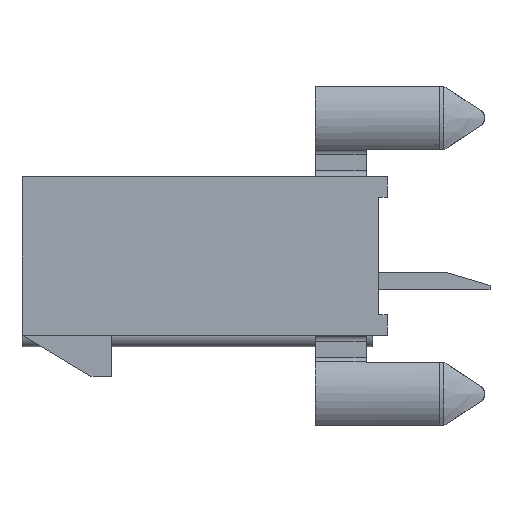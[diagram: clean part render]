
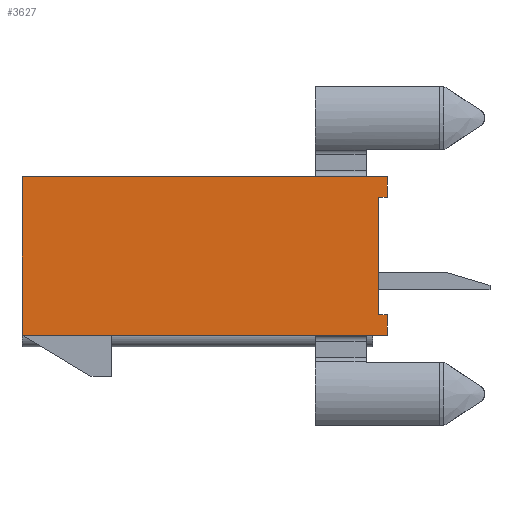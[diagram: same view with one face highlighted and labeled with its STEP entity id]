
A CAD part, left-side view. The second image highlights one B-rep face of the part: STEP entity #3627.
In plain terms, the highlighted planar face has unit normal (-1, 0, 0).
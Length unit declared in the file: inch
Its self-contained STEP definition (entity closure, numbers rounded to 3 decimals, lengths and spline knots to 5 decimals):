
#122 = ORIENTED_EDGE ( 'NONE', *, *, #5050, .F. ) ;
#204 = VECTOR ( 'NONE', #1008, 39.37008 ) ;
#218 = EDGE_LOOP ( 'NONE', ( #3711, #3944, #2687, #122, #1689, #1051, #1030, #363 ) ) ;
#255 = VERTEX_POINT ( 'NONE', #1750 ) ;
#273 = DIRECTION ( 'NONE',  ( 0., -1., 0. ) ) ;
#361 = VERTEX_POINT ( 'NONE', #3170 ) ;
#363 = ORIENTED_EDGE ( 'NONE', *, *, #3667, .T. ) ;
#390 = DIRECTION ( 'NONE',  ( 0., 1., 0. ) ) ;
#511 = VECTOR ( 'NONE', #931, 39.37008 ) ;
#901 = VERTEX_POINT ( 'NONE', #2722 ) ;
#926 = EDGE_CURVE ( 'NONE', #1966, #255, #2945, .T. ) ;
#931 = DIRECTION ( 'NONE',  ( 0., 0., -1. ) ) ;
#935 = CARTESIAN_POINT ( 'NONE',  ( -0.27165, 0.01181, 0.07874 ) ) ;
#1008 = DIRECTION ( 'NONE',  ( 0., 0., -1. ) ) ;
#1030 = ORIENTED_EDGE ( 'NONE', *, *, #1716, .T. ) ;
#1051 = ORIENTED_EDGE ( 'NONE', *, *, #3909, .T. ) ;
#1059 = LINE ( 'NONE', #2527, #2626 ) ;
#1135 = DIRECTION ( 'NONE',  ( 0., 0., -1. ) ) ;
#1303 = DIRECTION ( 'NONE',  ( 0., 0., -1. ) ) ;
#1619 = VERTEX_POINT ( 'NONE', #5414 ) ;
#1682 = CARTESIAN_POINT ( 'NONE',  ( -0.27165, 0.01969, -0.1063 ) ) ;
#1689 = ORIENTED_EDGE ( 'NONE', *, *, #5388, .F. ) ;
#1716 = EDGE_CURVE ( 'NONE', #361, #1619, #4878, .T. ) ;
#1750 = CARTESIAN_POINT ( 'NONE',  ( -0.27165, 0.01181, -0.07874 ) ) ;
#1820 = DIRECTION ( 'NONE',  ( 0., 0., -1. ) ) ;
#1851 = EDGE_CURVE ( 'NONE', #5801, #1975, #5299, .T. ) ;
#1966 = VERTEX_POINT ( 'NONE', #935 ) ;
#1975 = VERTEX_POINT ( 'NONE', #2299 ) ;
#2091 = CARTESIAN_POINT ( 'NONE',  ( -0.27165, 0., 0.07874 ) ) ;
#2221 = LINE ( 'NONE', #2091, #4607 ) ;
#2299 = CARTESIAN_POINT ( 'NONE',  ( -0.27165, 0., -0.1063 ) ) ;
#2527 = CARTESIAN_POINT ( 'NONE',  ( -0.27165, 0.01181, -0.07874 ) ) ;
#2626 = VECTOR ( 'NONE', #273, 39.37008 ) ;
#2640 = FACE_OUTER_BOUND ( 'NONE', #218, .T. ) ;
#2687 = ORIENTED_EDGE ( 'NONE', *, *, #926, .F. ) ;
#2722 = CARTESIAN_POINT ( 'NONE',  ( -0.27165, 0., 0.07874 ) ) ;
#2741 = CARTESIAN_POINT ( 'NONE',  ( -0.27165, 0., -0.1063 ) ) ;
#2806 = AXIS2_PLACEMENT_3D ( 'NONE', #5325, #3079, #1303 ) ;
#2857 = LINE ( 'NONE', #3126, #5603 ) ;
#2945 = LINE ( 'NONE', #5362, #511 ) ;
#2991 = CARTESIAN_POINT ( 'NONE',  ( -0.27165, 0., -0.07874 ) ) ;
#3079 = DIRECTION ( 'NONE',  ( 1., 0., 0. ) ) ;
#3114 = VECTOR ( 'NONE', #1820, 39.37008 ) ;
#3126 = CARTESIAN_POINT ( 'NONE',  ( -0.27165, 0.49016, 0.1063 ) ) ;
#3170 = CARTESIAN_POINT ( 'NONE',  ( -0.27165, 0.49016, 0.1063 ) ) ;
#3375 = LINE ( 'NONE', #4282, #5636 ) ;
#3627 = ADVANCED_FACE ( 'NONE', ( #2640 ), #5300, .F. ) ;
#3667 = EDGE_CURVE ( 'NONE', #1619, #1975, #4970, .T. ) ;
#3711 = ORIENTED_EDGE ( 'NONE', *, *, #1851, .F. ) ;
#3909 = EDGE_CURVE ( 'NONE', #3991, #361, #2857, .T. ) ;
#3944 = ORIENTED_EDGE ( 'NONE', *, *, #4299, .F. ) ;
#3991 = VERTEX_POINT ( 'NONE', #4514 ) ;
#4282 = CARTESIAN_POINT ( 'NONE',  ( -0.27165, 0., -0.1063 ) ) ;
#4299 = EDGE_CURVE ( 'NONE', #255, #5801, #1059, .T. ) ;
#4514 = CARTESIAN_POINT ( 'NONE',  ( -0.27165, 0., 0.1063 ) ) ;
#4607 = VECTOR ( 'NONE', #5253, 39.37008 ) ;
#4814 = DIRECTION ( 'NONE',  ( 0., -1., 0. ) ) ;
#4822 = VECTOR ( 'NONE', #4814, 39.37008 ) ;
#4878 = LINE ( 'NONE', #5348, #3114 ) ;
#4970 = LINE ( 'NONE', #1682, #4822 ) ;
#5050 = EDGE_CURVE ( 'NONE', #901, #1966, #2221, .T. ) ;
#5253 = DIRECTION ( 'NONE',  ( 0., 1., 0. ) ) ;
#5299 = LINE ( 'NONE', #2741, #204 ) ;
#5300 = PLANE ( 'NONE',  #2806 ) ;
#5325 = CARTESIAN_POINT ( 'NONE',  ( -0.27165, 0., 0. ) ) ;
#5348 = CARTESIAN_POINT ( 'NONE',  ( -0.27165, 0.49016, -0.1063 ) ) ;
#5362 = CARTESIAN_POINT ( 'NONE',  ( -0.27165, 0.01181, 0.07874 ) ) ;
#5388 = EDGE_CURVE ( 'NONE', #3991, #901, #3375, .T. ) ;
#5414 = CARTESIAN_POINT ( 'NONE',  ( -0.27165, 0.49016, -0.1063 ) ) ;
#5603 = VECTOR ( 'NONE', #390, 39.37008 ) ;
#5636 = VECTOR ( 'NONE', #1135, 39.37008 ) ;
#5801 = VERTEX_POINT ( 'NONE', #2991 ) ;
